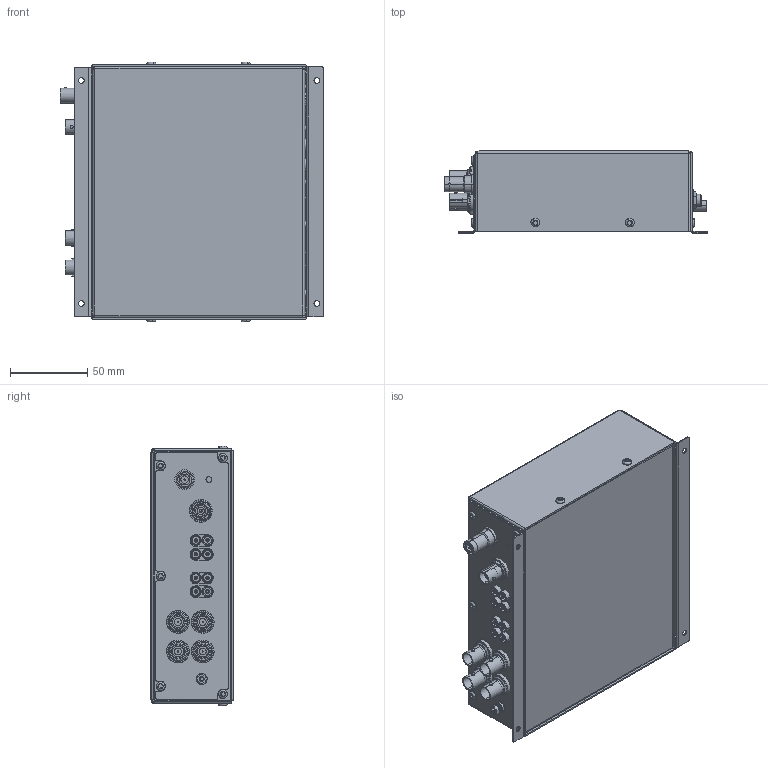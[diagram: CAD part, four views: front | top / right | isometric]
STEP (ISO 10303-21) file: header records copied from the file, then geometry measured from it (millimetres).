
FILE_DESCRIPTION (( 'STEP AP214' ), '1' );
FILE_NAME ('88201880-I404.STEP', '2009-08-21T19:49:11', ( ' ' ), ( ' ' ), 'SwSTEP 2.0', 'SolidWorks 2008', '' );
FILE_SCHEMA (( 'AUTOMOTIVE_DESIGN' ));
Length unit declared in the file: inch
Products named in the file (31): L712RA; 550-0205!0405_Yellow; BNC Rt Ang 227677-01-3; Lemo EPY-00-250-NTN; 550-0205!0405_Green; BOMAR 364A2795; 17215630; 552-3511_Green; Greyhill 94HBB; Reg Flat Washer_M3; CUI-MD-60SMW_MD-60SMW; I404 PCB; 17215660; BHCS M3 SST_L=6; HFBR 1515B - 2515B_Out (Lt Grey); 17215650; Hex Nut SST_M3; 85202030; 17215640; HFBR 1515B - 2515B_In (Dk Grey); 17212282; SHCS M3 SST B_L=12; BNC NUT BOMAR 364KNT; Hex Nut-BNC; 88201880-I404; SHV Panel Mnt 51494; 17214130-B; Hex Nut-L712; 17215620; 95606A140; 5607-265
Assembly tree (56 placements, depth 3):
  88201880-I404
    17215630
    17215640
    BHCS M3 SST_L=6  x11
    BNC NUT BOMAR 364KNT  x5
    SHV Panel Mnt 51494
    Hex Nut-BNC  x2
    17214130-B
    17215620
    5607-265
    17215660
    Hex Nut-L712
    95606A140
    85202030
      552-3511_Green  x2
      550-0205!0405_Yellow
      BOMAR 364A2795  x2
      Greyhill 94HBB  x2
      Lemo EPY-00-250-NTN  x4
      Reg Flat Washer_M3  x3
      HFBR 1515B - 2515B_Out (Lt Grey)
      17212282
      550-0205!0405_Green  x3
      HFBR 1515B - 2515B_In (Dk Grey)
      Hex Nut SST_M3  x2
      I404 PCB
      BNC Rt Ang 227677-01-3
      L712RA
      CUI-MD-60SMW_MD-60SMW
      SHCS M3 SST B_L=12
    17215650
Bounding box: 170.26 x 52.97 x 167.66 mm (x, y, z)
Volume: 163119.4 mm3; surface area: 319254.6 mm2
Topology: 55 solids, 55 shells, 2186 faces, 5293 edges, 3430 vertices
Faces by surface type: plane 1221, cylinder 772, cone 143, torus 34, bspline 8, sphere 8
Entity records: 50827 total; most frequent: CARTESIAN_POINT 8593, DIRECTION 7522, ORIENTED_EDGE 7108, EDGE_CURVE 3554, AXIS2_PLACEMENT_3D 2630, VERTEX_POINT 2307, LINE 2262, VECTOR 2262
